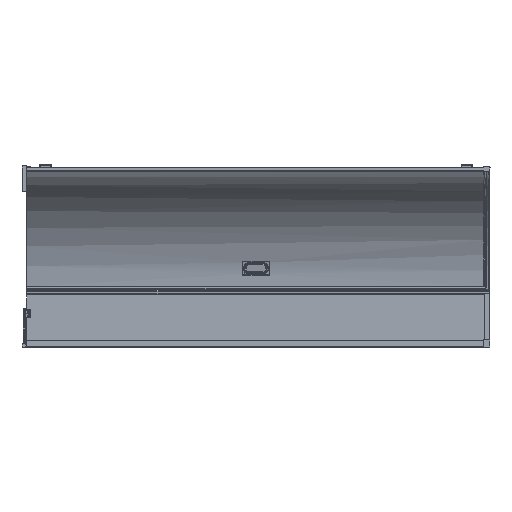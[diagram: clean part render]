
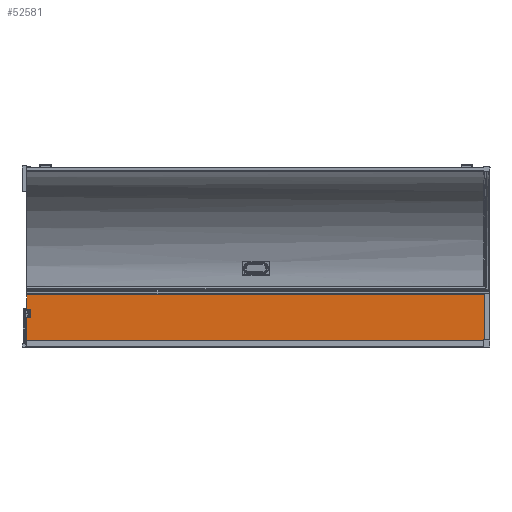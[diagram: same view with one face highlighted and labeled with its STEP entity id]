
A CAD part, left-side view. The second image highlights one B-rep face of the part: STEP entity #52581.
In plain terms, the highlighted planar face has unit normal (-1, 0, 0).
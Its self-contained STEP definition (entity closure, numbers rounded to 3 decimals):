
#186 = CARTESIAN_POINT ( 'NONE',  ( 524.698, 1981.618, -73.698 ) ) ;
#2256 = EDGE_CURVE ( 'NONE', #67195, #78963, #55633, .T. ) ;
#3107 = B_SPLINE_CURVE_WITH_KNOTS ( 'NONE', 3,
 ( #31523, #49672, #61921, #37633, #25138, #56008 ),
 .UNSPECIFIED., .F., .F.,
 ( 4, 2, 4 ),
 ( 0., 0., 0. ),
 .UNSPECIFIED. ) ;
#3847 = VERTEX_POINT ( 'NONE', #6997 ) ;
#4242 = VERTEX_POINT ( 'NONE', #64794 ) ;
#6628 = VECTOR ( 'NONE', #40297, 1000. ) ;
#6725 = PLANE ( 'NONE',  #59387 ) ;
#6997 = CARTESIAN_POINT ( 'NONE',  ( 524.698, 1981.618, -108.298 ) ) ;
#7018 = LINE ( 'NONE', #69333, #27966 ) ;
#7485 = VERTEX_POINT ( 'NONE', #28002 ) ;
#7637 = ORIENTED_EDGE ( 'NONE', *, *, #2256, .F. ) ;
#8073 = ORIENTED_EDGE ( 'NONE', *, *, #58848, .T. ) ;
#8088 = DIRECTION ( 'NONE',  ( 0., -1., 0. ) ) ;
#8200 = VECTOR ( 'NONE', #73538, 1000. ) ;
#9066 = EDGE_CURVE ( 'NONE', #4242, #21568, #43056, .T. ) ;
#9198 = CARTESIAN_POINT ( 'NONE',  ( 524.698, 1965.4, -73.498 ) ) ;
#9915 = VECTOR ( 'NONE', #44593, 1000. ) ;
#11692 = EDGE_CURVE ( 'NONE', #12622, #54608, #19956, .T. ) ;
#12155 = CARTESIAN_POINT ( 'NONE',  ( 524.698, 1981.618, -73.637 ) ) ;
#12622 = VERTEX_POINT ( 'NONE', #12805 ) ;
#12805 = CARTESIAN_POINT ( 'NONE',  ( 524.698, 25., -203.198 ) ) ;
#12861 = DIRECTION ( 'NONE',  ( 1., 0., 0. ) ) ;
#13222 = EDGE_CURVE ( 'NONE', #31374, #48800, #75073, .T. ) ;
#13961 = CARTESIAN_POINT ( 'NONE',  ( 524.698, 1981.875, -73.498 ) ) ;
#14739 = EDGE_CURVE ( 'NONE', #48800, #7485, #63528, .T. ) ;
#17751 = CARTESIAN_POINT ( 'NONE',  ( 524.698, 1981.815, -73.498 ) ) ;
#19083 = EDGE_CURVE ( 'NONE', #74000, #3847, #38479, .T. ) ;
#19956 = LINE ( 'NONE', #27772, #6628 ) ;
#20270 = DIRECTION ( 'NONE',  ( 0., -1., 0. ) ) ;
#21568 = VERTEX_POINT ( 'NONE', #26899 ) ;
#24065 = CARTESIAN_POINT ( 'NONE',  ( 524.698, 1982., -73.498 ) ) ;
#24704 = EDGE_LOOP ( 'NONE', ( #58584, #78228, #27551, #36236, #42033, #64007, #40566, #7637, #38183, #64407, #8073, #35033 ) ) ;
#25104 = CARTESIAN_POINT ( 'NONE',  ( 524.698, 1982., -65.498 ) ) ;
#25138 = CARTESIAN_POINT ( 'NONE',  ( 524.698, 1981.618, -108.358 ) ) ;
#26899 = CARTESIAN_POINT ( 'NONE',  ( 524.698, 1981.875, -108.498 ) ) ;
#27551 = ORIENTED_EDGE ( 'NONE', *, *, #19083, .T. ) ;
#27772 = CARTESIAN_POINT ( 'NONE',  ( 524.698, 25., -65.498 ) ) ;
#27966 = VECTOR ( 'NONE', #8088, 1000. ) ;
#28002 = CARTESIAN_POINT ( 'NONE',  ( 524.698, 1982., -9.547 ) ) ;
#28761 = CARTESIAN_POINT ( 'NONE',  ( 524.698, 1982., -203.498 ) ) ;
#29121 = DIRECTION ( 'NONE',  ( 0., 0., 1. ) ) ;
#29186 = CARTESIAN_POINT ( 'NONE',  ( 524.698, 1981.618, -73.698 ) ) ;
#30705 = DIRECTION ( 'NONE',  ( 0., 0., 1. ) ) ;
#31374 = VERTEX_POINT ( 'NONE', #13961 ) ;
#31523 = CARTESIAN_POINT ( 'NONE',  ( 524.698, 1981.875, -108.498 ) ) ;
#31847 = LINE ( 'NONE', #50717, #44175 ) ;
#33691 = DIRECTION ( 'NONE',  ( 0., 0., -1. ) ) ;
#34277 = VECTOR ( 'NONE', #30705, 1000. ) ;
#35033 = ORIENTED_EDGE ( 'NONE', *, *, #14739, .F. ) ;
#35186 = EDGE_CURVE ( 'NONE', #61943, #78963, #7018, .T. ) ;
#36236 = ORIENTED_EDGE ( 'NONE', *, *, #53261, .F. ) ;
#36421 = CARTESIAN_POINT ( 'NONE',  ( 524.698, 1981.875, -73.498 ) ) ;
#37633 = CARTESIAN_POINT ( 'NONE',  ( 524.698, 1981.657, -108.413 ) ) ;
#38183 = ORIENTED_EDGE ( 'NONE', *, *, #47238, .T. ) ;
#38424 = CARTESIAN_POINT ( 'NONE',  ( 524.698, 26., -65.498 ) ) ;
#38479 = LINE ( 'NONE', #69366, #63254 ) ;
#38909 = CARTESIAN_POINT ( 'NONE',  ( 524.698, 1989.5, -108.498 ) ) ;
#39326 = DIRECTION ( 'NONE',  ( 0., 1., 0. ) ) ;
#39496 = EDGE_CURVE ( 'NONE', #61943, #4242, #60939, .T. ) ;
#40297 = DIRECTION ( 'NONE',  ( 0., 0., 1. ) ) ;
#40566 = ORIENTED_EDGE ( 'NONE', *, *, #35186, .T. ) ;
#42033 = ORIENTED_EDGE ( 'NONE', *, *, #9066, .F. ) ;
#42578 = CARTESIAN_POINT ( 'NONE',  ( 524.698, 1981.656, -73.583 ) ) ;
#43056 = LINE ( 'NONE', #38909, #77276 ) ;
#44175 = VECTOR ( 'NONE', #67762, 1000. ) ;
#44593 = DIRECTION ( 'NONE',  ( 0., 0., -1. ) ) ;
#47069 = CARTESIAN_POINT ( 'NONE',  ( 524.698, 26., -203.198 ) ) ;
#47238 = EDGE_CURVE ( 'NONE', #67195, #12622, #31847, .T. ) ;
#47810 = CARTESIAN_POINT ( 'NONE',  ( 524.698, 1982., -65.498 ) ) ;
#48800 = VERTEX_POINT ( 'NONE', #24065 ) ;
#49394 = CARTESIAN_POINT ( 'NONE',  ( 524.698, 1001., -65.498 ) ) ;
#49672 = CARTESIAN_POINT ( 'NONE',  ( 524.698, 1981.815, -108.498 ) ) ;
#50717 = CARTESIAN_POINT ( 'NONE',  ( 524.698, 1001., -203.198 ) ) ;
#51158 = B_SPLINE_CURVE_WITH_KNOTS ( 'NONE', 3,
 ( #186, #12155, #42578, #73687, #17751, #36421 ),
 .UNSPECIFIED., .F., .F.,
 ( 4, 2, 4 ),
 ( 0., 0., 0. ),
 .UNSPECIFIED. ) ;
#52261 = VECTOR ( 'NONE', #39326, 1000. ) ;
#52581 = ADVANCED_FACE ( 'NONE', ( #77261 ), #6725, .F. ) ;
#53261 = EDGE_CURVE ( 'NONE', #21568, #3847, #3107, .T. ) ;
#54608 = VERTEX_POINT ( 'NONE', #63385 ) ;
#55471 = DIRECTION ( 'NONE',  ( 0., 0., -1. ) ) ;
#55633 = LINE ( 'NONE', #38424, #9915 ) ;
#55859 = VECTOR ( 'NONE', #29121, 1000. ) ;
#56008 = CARTESIAN_POINT ( 'NONE',  ( 524.698, 1981.618, -108.298 ) ) ;
#58584 = ORIENTED_EDGE ( 'NONE', *, *, #13222, .F. ) ;
#58848 = EDGE_CURVE ( 'NONE', #54608, #7485, #78697, .T. ) ;
#59387 = AXIS2_PLACEMENT_3D ( 'NONE', #49394, #12861, #55471 ) ;
#60939 = LINE ( 'NONE', #25104, #34277 ) ;
#61067 = CARTESIAN_POINT ( 'NONE',  ( 524.698, 1001., -9.547 ) ) ;
#61921 = CARTESIAN_POINT ( 'NONE',  ( 524.698, 1981.755, -108.48 ) ) ;
#61943 = VERTEX_POINT ( 'NONE', #28761 ) ;
#63254 = VECTOR ( 'NONE', #33691, 1000. ) ;
#63385 = CARTESIAN_POINT ( 'NONE',  ( 524.698, 25., -9.547 ) ) ;
#63528 = LINE ( 'NONE', #47810, #55859 ) ;
#64007 = ORIENTED_EDGE ( 'NONE', *, *, #39496, .F. ) ;
#64407 = ORIENTED_EDGE ( 'NONE', *, *, #11692, .T. ) ;
#64794 = CARTESIAN_POINT ( 'NONE',  ( 524.698, 1982., -108.498 ) ) ;
#67195 = VERTEX_POINT ( 'NONE', #47069 ) ;
#67762 = DIRECTION ( 'NONE',  ( 0., -1., 0. ) ) ;
#69333 = CARTESIAN_POINT ( 'NONE',  ( 524.698, 1001., -203.498 ) ) ;
#69366 = CARTESIAN_POINT ( 'NONE',  ( 524.698, 1981.618, -154.124 ) ) ;
#73538 = DIRECTION ( 'NONE',  ( 0., 1., 0. ) ) ;
#73576 = EDGE_CURVE ( 'NONE', #74000, #31374, #51158, .T. ) ;
#73687 = CARTESIAN_POINT ( 'NONE',  ( 524.698, 1981.755, -73.515 ) ) ;
#73741 = CARTESIAN_POINT ( 'NONE',  ( 524.698, 26., -203.498 ) ) ;
#74000 = VERTEX_POINT ( 'NONE', #29186 ) ;
#75073 = LINE ( 'NONE', #9198, #52261 ) ;
#77261 = FACE_OUTER_BOUND ( 'NONE', #24704, .T. ) ;
#77276 = VECTOR ( 'NONE', #20270, 1000. ) ;
#78228 = ORIENTED_EDGE ( 'NONE', *, *, #73576, .F. ) ;
#78697 = LINE ( 'NONE', #61067, #8200 ) ;
#78963 = VERTEX_POINT ( 'NONE', #73741 ) ;
